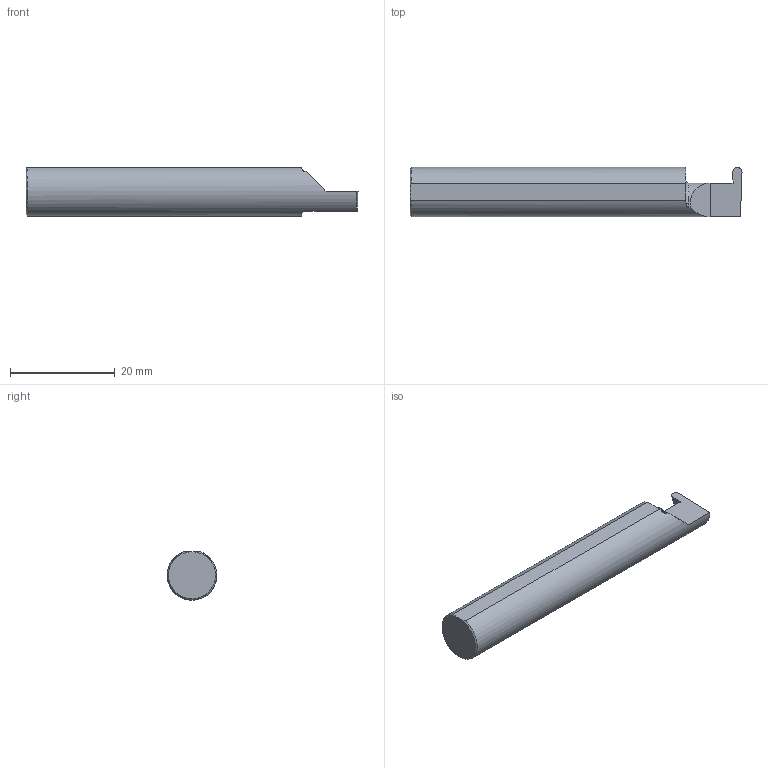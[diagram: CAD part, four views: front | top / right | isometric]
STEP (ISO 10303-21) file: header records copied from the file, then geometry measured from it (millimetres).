
FILE_DESCRIPTION (( 'STEP AP203' ), '1' );
FILE_NAME ('222173-GFR069-6.STEP', '2024-06-26T22:33:47', ( '' ), ( '' ), 'SwSTEP 2.0', 'SolidWorks 2024', '' );
FILE_SCHEMA (( 'CONFIG_CONTROL_DESIGN' ));
Length unit declared in the file: inch
Products named in the file (1): 222173-GFR069-6
Bounding box: 63.5 x 9.52 x 9.24 mm (x, y, z)
Volume: 3995.9 mm3; surface area: 1922.4 mm2
Topology: 1 solids, 1 shells, 23 faces, 60 edges, 39 vertices
Faces by surface type: plane 12, cylinder 6, torus 3, cone 2
Entity records: 800 total; most frequent: CARTESIAN_POINT 189, ORIENTED_EDGE 120, DIRECTION 102, EDGE_CURVE 60, VERTEX_POINT 39, AXIS2_PLACEMENT_3D 36, VECTOR 30, LINE 30
